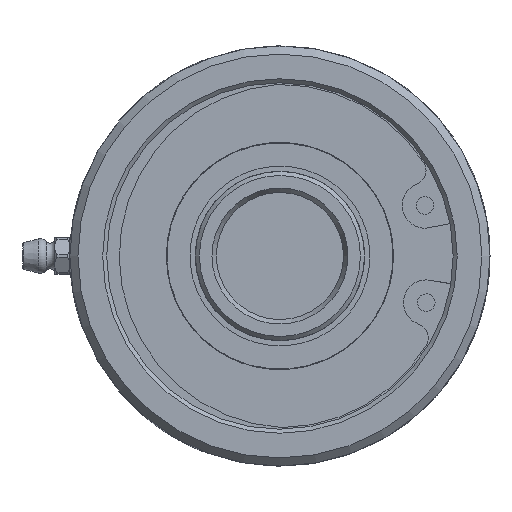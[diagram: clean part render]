
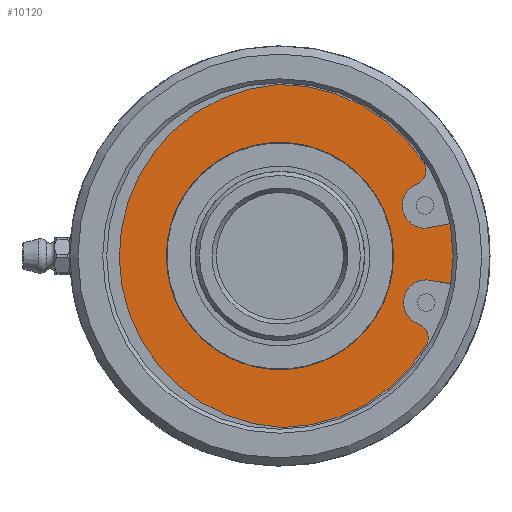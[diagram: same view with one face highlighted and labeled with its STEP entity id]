
A CAD part, left-side view. The second image highlights one B-rep face of the part: STEP entity #10120.
In plain terms, the highlighted planar face has unit normal (-1, 0, 0).
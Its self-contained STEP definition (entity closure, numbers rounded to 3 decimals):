
#488=PLANE('',#10763);
#580=FACE_BOUND('',#2170,.T.);
#1560=FACE_OUTER_BOUND('',#2169,.T.);
#2169=EDGE_LOOP('',(#8619,#8620,#8621,#8622,#8623,#8624,#8625,#8626,#8627,
#8628));
#2170=EDGE_LOOP('',(#8629,#8630));
#2600=CIRCLE('',#10764,4.474);
#2601=CIRCLE('',#10765,2.949);
#2602=CIRCLE('',#10766,33.733);
#2603=CIRCLE('',#10767,33.806);
#2604=CIRCLE('',#10768,33.733);
#2605=CIRCLE('',#10769,2.949);
#2606=CIRCLE('',#10770,4.474);
#2607=CIRCLE('',#10771,36.9);
#2608=CIRCLE('',#10772,22.325);
#2609=CIRCLE('',#10773,22.325);
#3164=LINE('',#28806,#3654);
#3165=LINE('',#28822,#3655);
#3654=VECTOR('',#12429,10.);
#3655=VECTOR('',#12444,10.);
#4542=VERTEX_POINT('',#28804);
#4543=VERTEX_POINT('',#28805);
#4544=VERTEX_POINT('',#28807);
#4545=VERTEX_POINT('',#28809);
#4546=VERTEX_POINT('',#28811);
#4547=VERTEX_POINT('',#28813);
#4548=VERTEX_POINT('',#28815);
#4549=VERTEX_POINT('',#28817);
#4550=VERTEX_POINT('',#28819);
#4551=VERTEX_POINT('',#28821);
#4552=VERTEX_POINT('',#28824);
#4553=VERTEX_POINT('',#28825);
#5947=EDGE_CURVE('',#4542,#4543,#3164,.T.);
#5948=EDGE_CURVE('',#4543,#4544,#2600,.T.);
#5949=EDGE_CURVE('',#4544,#4545,#2601,.T.);
#5950=EDGE_CURVE('',#4545,#4546,#2602,.T.);
#5951=EDGE_CURVE('',#4546,#4547,#2603,.T.);
#5952=EDGE_CURVE('',#4547,#4548,#2604,.T.);
#5953=EDGE_CURVE('',#4548,#4549,#2605,.T.);
#5954=EDGE_CURVE('',#4549,#4550,#2606,.T.);
#5955=EDGE_CURVE('',#4550,#4551,#3165,.T.);
#5956=EDGE_CURVE('',#4551,#4542,#2607,.T.);
#5957=EDGE_CURVE('',#4552,#4553,#2608,.T.);
#5958=EDGE_CURVE('',#4553,#4552,#2609,.T.);
#8619=ORIENTED_EDGE('',*,*,#5947,.T.);
#8620=ORIENTED_EDGE('',*,*,#5948,.T.);
#8621=ORIENTED_EDGE('',*,*,#5949,.T.);
#8622=ORIENTED_EDGE('',*,*,#5950,.T.);
#8623=ORIENTED_EDGE('',*,*,#5951,.T.);
#8624=ORIENTED_EDGE('',*,*,#5952,.T.);
#8625=ORIENTED_EDGE('',*,*,#5953,.T.);
#8626=ORIENTED_EDGE('',*,*,#5954,.T.);
#8627=ORIENTED_EDGE('',*,*,#5955,.T.);
#8628=ORIENTED_EDGE('',*,*,#5956,.T.);
#8629=ORIENTED_EDGE('',*,*,#5957,.T.);
#8630=ORIENTED_EDGE('',*,*,#5958,.T.);
#10120=ADVANCED_FACE('',(#1560,#580),#488,.F.);
#10763=AXIS2_PLACEMENT_3D('',#28803,#12427,#12428);
#10764=AXIS2_PLACEMENT_3D('',#28808,#12430,#12431);
#10765=AXIS2_PLACEMENT_3D('',#28810,#12432,#12433);
#10766=AXIS2_PLACEMENT_3D('',#28812,#12434,#12435);
#10767=AXIS2_PLACEMENT_3D('',#28814,#12436,#12437);
#10768=AXIS2_PLACEMENT_3D('',#28816,#12438,#12439);
#10769=AXIS2_PLACEMENT_3D('',#28818,#12440,#12441);
#10770=AXIS2_PLACEMENT_3D('',#28820,#12442,#12443);
#10771=AXIS2_PLACEMENT_3D('',#28823,#12445,#12446);
#10772=AXIS2_PLACEMENT_3D('',#28826,#12447,#12448);
#10773=AXIS2_PLACEMENT_3D('',#28827,#12449,#12450);
#12427=DIRECTION('center_axis',(1.,0.,0.));
#12428=DIRECTION('ref_axis',(0.,0.,-1.));
#12429=DIRECTION('',(0.,0.982,-0.187));
#12430=DIRECTION('center_axis',(1.,0.,0.));
#12431=DIRECTION('ref_axis',(0.,-0.059,-0.998));
#12432=DIRECTION('center_axis',(-1.,0.,0.));
#12433=DIRECTION('ref_axis',(0.,0.886,-0.463));
#12434=DIRECTION('center_axis',(-1.,0.,0.));
#12435=DIRECTION('ref_axis',(0.,-0.014,-1.));
#12436=DIRECTION('center_axis',(-1.,0.,0.));
#12437=DIRECTION('ref_axis',(0.,-0.052,0.999));
#12438=DIRECTION('center_axis',(-1.,0.,0.));
#12439=DIRECTION('ref_axis',(0.,0.856,0.517));
#12440=DIRECTION('center_axis',(-1.,0.,0.));
#12441=DIRECTION('ref_axis',(0.,0.342,-0.94));
#12442=DIRECTION('center_axis',(1.,0.,0.));
#12443=DIRECTION('ref_axis',(0.,0.342,-0.94));
#12444=DIRECTION('',(0.,-0.987,-0.16));
#12445=DIRECTION('center_axis',(-1.,0.,0.));
#12446=DIRECTION('ref_axis',(0.,1.,0.));
#12447=DIRECTION('center_axis',(1.,0.,0.));
#12448=DIRECTION('ref_axis',(0.,-1.,0.));
#12449=DIRECTION('center_axis',(1.,0.,0.));
#12450=DIRECTION('ref_axis',(0.,-1.,0.));
#28803=CARTESIAN_POINT('Origin',(7.26,28.45,0.));
#28804=CARTESIAN_POINT('',(7.26,-36.249,6.9));
#28805=CARTESIAN_POINT('',(7.26,-28.771,5.477));
#28806=CARTESIAN_POINT('',(7.26,-0.658,0.125));
#28807=CARTESIAN_POINT('',(7.26,-26.864,14.104));
#28808=CARTESIAN_POINT('Origin',(7.26,-28.507,9.943));
#28809=CARTESIAN_POINT('',(7.26,-28.394,18.212));
#28810=CARTESIAN_POINT('Origin',(7.26,-25.781,16.847));
#28811=CARTESIAN_POINT('',(7.26,0.458,33.73));
#28812=CARTESIAN_POINT('Origin',(7.26,0.,0.));
#28813=CARTESIAN_POINT('',(7.26,-0.458,-33.73));
#28814=CARTESIAN_POINT('Origin',(7.26,-2.224,0.03));
#28815=CARTESIAN_POINT('',(7.26,-28.878,-17.434));
#28816=CARTESIAN_POINT('Origin',(7.26,0.,0.));
#28817=CARTESIAN_POINT('',(7.26,-27.237,-13.37));
#28818=CARTESIAN_POINT('Origin',(7.26,-26.228,-16.141));
#28819=CARTESIAN_POINT('',(7.26,-28.909,-4.694));
#28820=CARTESIAN_POINT('Origin',(7.26,-28.766,-9.165));
#28821=CARTESIAN_POINT('',(7.26,-36.423,-5.914));
#28822=CARTESIAN_POINT('',(7.26,-4.352,-0.707));
#28823=CARTESIAN_POINT('Origin',(7.26,0.,0.));
#28824=CARTESIAN_POINT('',(7.26,-22.325,0.));
#28825=CARTESIAN_POINT('',(7.26,22.325,0.));
#28826=CARTESIAN_POINT('Origin',(7.26,0.,
0.));
#28827=CARTESIAN_POINT('Origin',(7.26,0.,
0.));
